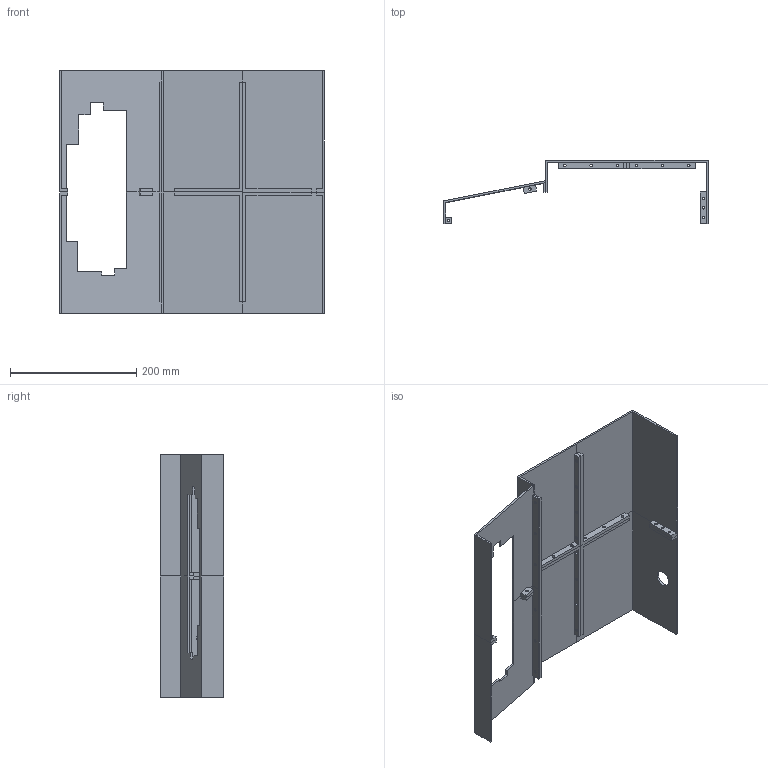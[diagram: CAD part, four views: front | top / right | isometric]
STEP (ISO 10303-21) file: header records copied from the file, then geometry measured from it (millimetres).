
FILE_DESCRIPTION(/* description */ (''),/* implementation_level */ '2;1');
FILE_NAME(/* name */ '3D Printed Case.step',/* time_stamp */ '2023-02-22T17:52:45-05:00',/* author */ (''),/* organization */ (''),/* preprocessor_version */ 'ST-DEVELOPER v19.2',/* originating_system */ 'Autodesk Translation Framework v11.17.0.187',/* authorisation */ '');
FILE_SCHEMA (('AUTOMOTIVE_DESIGN { 1 0 10303 214 3 1 1 }'));
Length unit declared in the file: millimetre
Products named in the file (1): 3D Printed Case
Bounding box: 418.85 x 100 x 384 mm (x, y, z)
Volume: 692767.5 mm3; surface area: 465557.9 mm2
Topology: 6 solids, 6 shells, 169 faces, 471 edges, 314 vertices
Faces by surface type: plane 118, cylinder 51
Full cylindrical faces by diameter (mm): 4 x50, 25 x1
Entity records: 5639 total; most frequent: CARTESIAN_POINT 955, ORIENTED_EDGE 942, DIRECTION 913, EDGE_CURVE 471, LINE 369, VECTOR 369, VERTEX_POINT 314, AXIS2_PLACEMENT_3D 272
